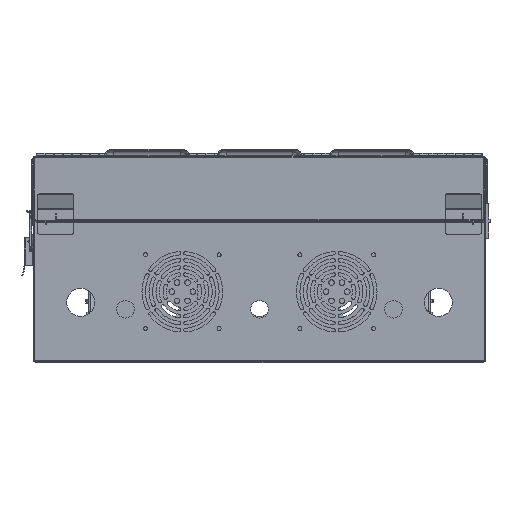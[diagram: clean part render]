
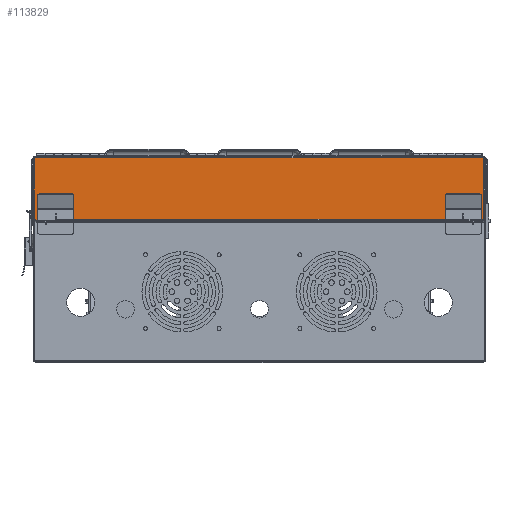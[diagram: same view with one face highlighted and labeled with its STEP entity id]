
A CAD part, front view. The second image highlights one B-rep face of the part: STEP entity #113829.
In plain terms, the highlighted face is planar.
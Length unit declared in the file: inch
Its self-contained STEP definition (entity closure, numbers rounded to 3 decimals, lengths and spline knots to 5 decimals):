
#147 = DIRECTION ( 'NONE',  ( 0., 0., -1. ) ) ;
#3547 = CARTESIAN_POINT ( 'NONE',  ( 12.55906, 3.56299, -21.25 ) ) ;
#3869 = EDGE_CURVE ( 'NONE', #43686, #55034, #37816, .T. ) ;
#5152 = VECTOR ( 'NONE', #42399, 39.37008 ) ;
#8237 = CARTESIAN_POINT ( 'NONE',  ( -12.65748, 0.07874, -21.25 ) ) ;
#10025 = CARTESIAN_POINT ( 'NONE',  ( -12.65748, 3.52362, -21.25 ) ) ;
#10283 = LINE ( 'NONE', #129885, #55518 ) ;
#10466 = VERTEX_POINT ( 'NONE', #110224 ) ;
#10558 = LINE ( 'NONE', #40765, #10687 ) ;
#10687 = VECTOR ( 'NONE', #78966, 39.37008 ) ;
#11267 = CIRCLE ( 'NONE', #95279, 0.07874 ) ;
#11608 = DIRECTION ( 'NONE',  ( 1., 0., 0. ) ) ;
#11821 = DIRECTION ( 'NONE',  ( 0., 1., 0. ) ) ;
#12868 = EDGE_CURVE ( 'NONE', #88158, #10466, #62839, .T. ) ;
#15213 = CARTESIAN_POINT ( 'NONE',  ( -11.40945, 3.44488, -21.25 ) ) ;
#16685 = EDGE_CURVE ( 'NONE', #28547, #73289, #55355, .T. ) ;
#16826 = CARTESIAN_POINT ( 'NONE',  ( 11.37008, 3.44488, -21.25 ) ) ;
#17401 = LINE ( 'NONE', #105591, #63918 ) ;
#18010 = FACE_OUTER_BOUND ( 'NONE', #35385, .T. ) ;
#18888 = DIRECTION ( 'NONE',  ( 0., -1., 0. ) ) ;
#20847 = ORIENTED_EDGE ( 'NONE', *, *, #16685, .F. ) ;
#23406 = VECTOR ( 'NONE', #77670, 39.37008 ) ;
#25240 = EDGE_CURVE ( 'NONE', #37383, #80598, #114334, .T. ) ;
#25648 = VECTOR ( 'NONE', #129084, 39.37008 ) ;
#26026 = AXIS2_PLACEMENT_3D ( 'NONE', #30359, #147, #70516 ) ;
#26192 = EDGE_CURVE ( 'NONE', #79149, #73768, #10283, .T. ) ;
#28547 = VERTEX_POINT ( 'NONE', #16826 ) ;
#30359 = CARTESIAN_POINT ( 'NONE',  ( -12.59843, 0., -21.25 ) ) ;
#30589 = CARTESIAN_POINT ( 'NONE',  ( 11.37008, 3.54331, -21.25 ) ) ;
#31712 = EDGE_CURVE ( 'NONE', #73768, #28547, #89046, .T. ) ;
#33206 = ORIENTED_EDGE ( 'NONE', *, *, #101570, .F. ) ;
#34890 = DIRECTION ( 'NONE',  ( 0., 1., 0. ) ) ;
#35385 = EDGE_LOOP ( 'NONE', ( #73511, #49468, #88643, #97880, #33206, #120225, #89290, #45250, #46712, #86540, #82272, #114391, #60850, #20847 ) ) ;
#37074 = LINE ( 'NONE', #77251, #25648 ) ;
#37383 = VERTEX_POINT ( 'NONE', #105546 ) ;
#37801 = EDGE_CURVE ( 'NONE', #80598, #79149, #80270, .T. ) ;
#37816 = LINE ( 'NONE', #8237, #90171 ) ;
#39445 = EDGE_CURVE ( 'NONE', #58982, #73289, #64147, .T. ) ;
#40765 = CARTESIAN_POINT ( 'NONE',  ( -12.55906, 0.07874, -21.25 ) ) ;
#42399 = DIRECTION ( 'NONE',  ( 0., 1., 0. ) ) ;
#43151 = CARTESIAN_POINT ( 'NONE',  ( -12.57874, 3.60236, -21.25 ) ) ;
#43686 = VERTEX_POINT ( 'NONE', #85692 ) ;
#44014 = EDGE_CURVE ( 'NONE', #113257, #88158, #37074, .T. ) ;
#45250 = ORIENTED_EDGE ( 'NONE', *, *, #92516, .F. ) ;
#46712 = ORIENTED_EDGE ( 'NONE', *, *, #114541, .F. ) ;
#47530 = DIRECTION ( 'NONE',  ( -1., 0., 0. ) ) ;
#49468 = ORIENTED_EDGE ( 'NONE', *, *, #26192, .F. ) ;
#49719 = VECTOR ( 'NONE', #11821, 39.37008 ) ;
#53555 = CARTESIAN_POINT ( 'NONE',  ( -12.57874, 3.52362, -21.25 ) ) ;
#53960 = CARTESIAN_POINT ( 'NONE',  ( 11.40945, 3.44488, -21.25 ) ) ;
#55034 = VERTEX_POINT ( 'NONE', #10025 ) ;
#55355 = LINE ( 'NONE', #86279, #117364 ) ;
#55518 = VECTOR ( 'NONE', #18888, 39.37008 ) ;
#55732 = EDGE_CURVE ( 'NONE', #58982, #113257, #99419, .T. ) ;
#58236 = VECTOR ( 'NONE', #11608, 39.37008 ) ;
#58982 = VERTEX_POINT ( 'NONE', #76659 ) ;
#60850 = ORIENTED_EDGE ( 'NONE', *, *, #39445, .T. ) ;
#60925 = CARTESIAN_POINT ( 'NONE',  ( -11.40945, 0., -21.25 ) ) ;
#61800 = CARTESIAN_POINT ( 'NONE',  ( 12.55906, 0., -21.25 ) ) ;
#62839 = LINE ( 'NONE', #60925, #5152 ) ;
#63918 = VECTOR ( 'NONE', #47530, 39.37008 ) ;
#64147 = LINE ( 'NONE', #101682, #58236 ) ;
#66779 = DIRECTION ( 'NONE',  ( 0., 1., 0. ) ) ;
#69320 = DIRECTION ( 'NONE',  ( -1., 0., 0. ) ) ;
#69845 = DIRECTION ( 'NONE',  ( 0., -1., 0. ) ) ;
#70516 = DIRECTION ( 'NONE',  ( -1., 0., 0. ) ) ;
#72797 = CARTESIAN_POINT ( 'NONE',  ( 11.40945, 3.56299, -21.25 ) ) ;
#73289 = VERTEX_POINT ( 'NONE', #30589 ) ;
#73511 = ORIENTED_EDGE ( 'NONE', *, *, #31712, .F. ) ;
#73768 = VERTEX_POINT ( 'NONE', #53960 ) ;
#76659 = CARTESIAN_POINT ( 'NONE',  ( -11.37008, 3.54331, -21.25 ) ) ;
#77251 = CARTESIAN_POINT ( 'NONE',  ( -12.59843, 3.44488, -21.25 ) ) ;
#77643 = DIRECTION ( 'NONE',  ( -1., 0., 0. ) ) ;
#77670 = DIRECTION ( 'NONE',  ( 1., 0., 0. ) ) ;
#78966 = DIRECTION ( 'NONE',  ( -1., 0., 0. ) ) ;
#79149 = VERTEX_POINT ( 'NONE', #72797 ) ;
#80270 = LINE ( 'NONE', #127544, #106049 ) ;
#80598 = VERTEX_POINT ( 'NONE', #3547 ) ;
#81443 = DIRECTION ( 'NONE',  ( 0., 0., 1. ) ) ;
#82272 = ORIENTED_EDGE ( 'NONE', *, *, #44014, .F. ) ;
#83302 = CARTESIAN_POINT ( 'NONE',  ( -11.37008, 3.44488, -21.25 ) ) ;
#85692 = CARTESIAN_POINT ( 'NONE',  ( -12.65748, 0.07874, -21.25 ) ) ;
#86279 = CARTESIAN_POINT ( 'NONE',  ( 11.37008, 0., -21.25 ) ) ;
#86540 = ORIENTED_EDGE ( 'NONE', *, *, #12868, .F. ) ;
#87524 = LINE ( 'NONE', #127570, #23406 ) ;
#88158 = VERTEX_POINT ( 'NONE', #15213 ) ;
#88643 = ORIENTED_EDGE ( 'NONE', *, *, #37801, .F. ) ;
#88963 = PLANE ( 'NONE',  #26026 ) ;
#89046 = LINE ( 'NONE', #127808, #121295 ) ;
#89290 = ORIENTED_EDGE ( 'NONE', *, *, #3869, .T. ) ;
#90171 = VECTOR ( 'NONE', #66779, 39.37008 ) ;
#92516 = EDGE_CURVE ( 'NONE', #99089, #55034, #11267, .T. ) ;
#95279 = AXIS2_PLACEMENT_3D ( 'NONE', #53555, #81443, #99816 ) ;
#97880 = ORIENTED_EDGE ( 'NONE', *, *, #25240, .F. ) ;
#99089 = VERTEX_POINT ( 'NONE', #43151 ) ;
#99419 = LINE ( 'NONE', #108625, #112305 ) ;
#99816 = DIRECTION ( 'NONE',  ( -1., 0., 0. ) ) ;
#101570 = EDGE_CURVE ( 'NONE', #105018, #37383, #87524, .T. ) ;
#101682 = CARTESIAN_POINT ( 'NONE',  ( -12.59843, 3.54331, -21.25 ) ) ;
#105018 = VERTEX_POINT ( 'NONE', #115512 ) ;
#105546 = CARTESIAN_POINT ( 'NONE',  ( 12.55906, 0.07874, -21.25 ) ) ;
#105591 = CARTESIAN_POINT ( 'NONE',  ( -12.59843, 3.60236, -21.25 ) ) ;
#106049 = VECTOR ( 'NONE', #77643, 39.37008 ) ;
#108625 = CARTESIAN_POINT ( 'NONE',  ( -11.37008, 0., -21.25 ) ) ;
#110224 = CARTESIAN_POINT ( 'NONE',  ( -11.40945, 3.60236, -21.25 ) ) ;
#112305 = VECTOR ( 'NONE', #69845, 39.37008 ) ;
#113257 = VERTEX_POINT ( 'NONE', #83302 ) ;
#113829 = ADVANCED_FACE ( 'NONE', ( #18010 ), #88963, .T. ) ;
#114334 = LINE ( 'NONE', #61800, #49719 ) ;
#114391 = ORIENTED_EDGE ( 'NONE', *, *, #55732, .F. ) ;
#114541 = EDGE_CURVE ( 'NONE', #10466, #99089, #17401, .T. ) ;
#115512 = CARTESIAN_POINT ( 'NONE',  ( -12.55906, 0.07874, -21.25 ) ) ;
#117364 = VECTOR ( 'NONE', #34890, 39.37008 ) ;
#120225 = ORIENTED_EDGE ( 'NONE', *, *, #125346, .T. ) ;
#121295 = VECTOR ( 'NONE', #69320, 39.37008 ) ;
#125346 = EDGE_CURVE ( 'NONE', #105018, #43686, #10558, .T. ) ;
#127544 = CARTESIAN_POINT ( 'NONE',  ( -12.59843, 3.56299, -21.25 ) ) ;
#127570 = CARTESIAN_POINT ( 'NONE',  ( 71.32045, 0.07874, -21.25 ) ) ;
#127808 = CARTESIAN_POINT ( 'NONE',  ( -12.59843, 3.44488, -21.25 ) ) ;
#129084 = DIRECTION ( 'NONE',  ( -1., 0., 0. ) ) ;
#129885 = CARTESIAN_POINT ( 'NONE',  ( 11.40945, 0., -21.25 ) ) ;
